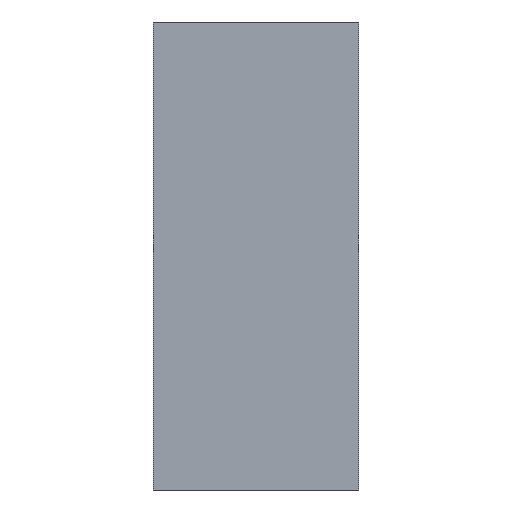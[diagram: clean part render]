
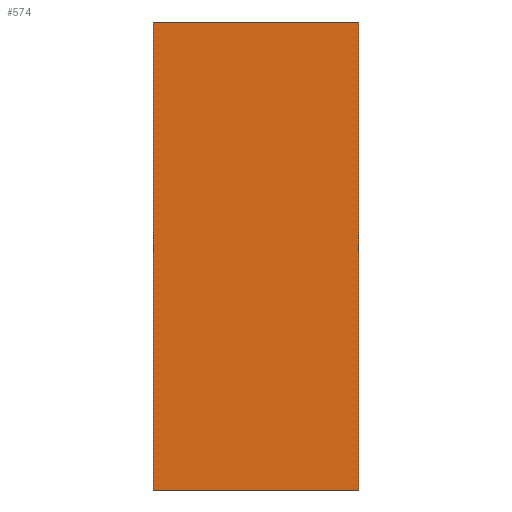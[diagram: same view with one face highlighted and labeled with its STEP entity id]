
A CAD part, left-side view. The second image highlights one B-rep face of the part: STEP entity #574.
In plain terms, the highlighted planar face has unit normal (-1, 0, 0).
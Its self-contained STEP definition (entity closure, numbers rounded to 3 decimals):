
#70=FACE_OUTER_BOUND('',#102,.T.);
#102=EDGE_LOOP('',(#479,#480,#481,#482));
#154=LINE('',#872,#226);
#167=LINE('',#898,#239);
#168=LINE('',#901,#240);
#169=LINE('',#902,#241);
#226=VECTOR('',#720,10.);
#239=VECTOR('',#745,10.);
#240=VECTOR('',#748,10.);
#241=VECTOR('',#749,10.);
#279=VERTEX_POINT('',#857);
#286=VERTEX_POINT('',#870);
#293=VERTEX_POINT('',#896);
#294=VERTEX_POINT('',#900);
#346=EDGE_CURVE('',#286,#279,#154,.T.);
#359=EDGE_CURVE('',#286,#293,#167,.T.);
#360=EDGE_CURVE('',#294,#293,#168,.T.);
#361=EDGE_CURVE('',#279,#294,#169,.T.);
#479=ORIENTED_EDGE('',*,*,#359,.T.);
#480=ORIENTED_EDGE('',*,*,#360,.F.);
#481=ORIENTED_EDGE('',*,*,#361,.F.);
#482=ORIENTED_EDGE('',*,*,#346,.F.);
#542=PLANE('',#632);
#574=ADVANCED_FACE('',(#70),#542,.T.);
#632=AXIS2_PLACEMENT_3D('',#899,#746,#747);
#720=DIRECTION('',(0.,1.,0.));
#745=DIRECTION('',(0.,0.,1.));
#746=DIRECTION('center_axis',(-1.,0.,0.));
#747=DIRECTION('ref_axis',(0.,-1.,0.));
#748=DIRECTION('',(0.,-1.,0.));
#749=DIRECTION('',(0.,0.,1.));
#857=CARTESIAN_POINT('',(-0.014,0.536,-0.014));
#870=CARTESIAN_POINT('',(-0.014,-0.014,-0.014));
#872=CARTESIAN_POINT('',(-0.014,0.536,-0.014));
#896=CARTESIAN_POINT('',(-0.014,-0.014,1.236));
#898=CARTESIAN_POINT('',(-0.014,-0.014,1.222));
#899=CARTESIAN_POINT('Origin',(-0.014,0.536,1.222));
#900=CARTESIAN_POINT('',(-0.014,0.536,1.236));
#901=CARTESIAN_POINT('',(-0.014,0.536,1.236));
#902=CARTESIAN_POINT('',(-0.014,0.536,1.222));
